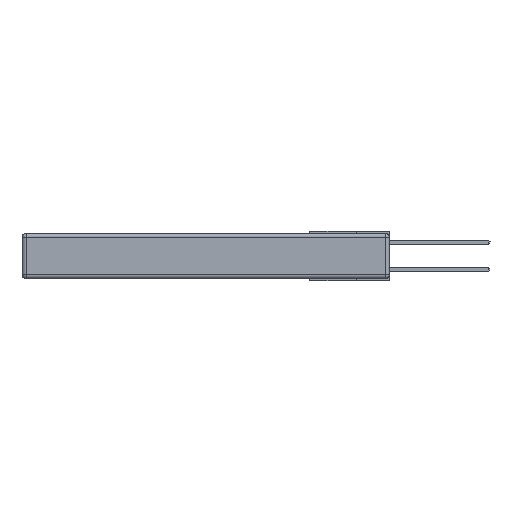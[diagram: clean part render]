
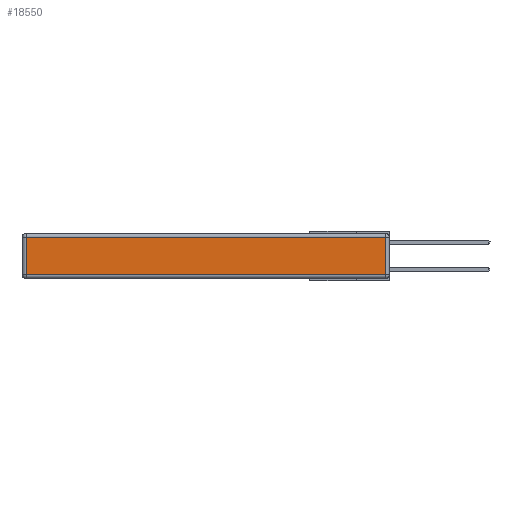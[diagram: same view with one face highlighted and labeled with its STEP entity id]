
A CAD part, left-side view. The second image highlights one B-rep face of the part: STEP entity #18550.
In plain terms, the highlighted planar face has unit normal (-1, 0, 0).
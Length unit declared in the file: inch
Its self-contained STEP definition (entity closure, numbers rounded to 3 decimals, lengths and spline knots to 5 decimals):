
#2 = VECTOR ( 'NONE', #23116, 39.37008 ) ;
#657 = EDGE_CURVE ( 'NONE', #20797, #18333, #7259, .T. ) ;
#1547 = ORIENTED_EDGE ( 'NONE', *, *, #657, .T. ) ;
#1809 = CARTESIAN_POINT ( 'NONE',  ( 0., 0., -0.343 ) ) ;
#2961 = CARTESIAN_POINT ( 'NONE',  ( 0., 2.72, -0.343 ) ) ;
#5238 = EDGE_CURVE ( 'NONE', #18333, #6656, #6277, .T. ) ;
#5788 = AXIS2_PLACEMENT_3D ( 'NONE', #1809, #15825, #23887 ) ;
#6277 = LINE ( 'NONE', #25870, #15459 ) ;
#6656 = VERTEX_POINT ( 'NONE', #16149 ) ;
#7259 = LINE ( 'NONE', #9219, #2 ) ;
#7341 = EDGE_LOOP ( 'NONE', ( #1547, #18985, #24098, #12528 ) ) ;
#7686 = DIRECTION ( 'NONE',  ( 0., 0., 1. ) ) ;
#9219 = CARTESIAN_POINT ( 'NONE',  ( 0., 0., -0.313 ) ) ;
#9683 = LINE ( 'NONE', #2961, #12510 ) ;
#10927 = DIRECTION ( 'NONE',  ( 0., 1., 0. ) ) ;
#11722 = VECTOR ( 'NONE', #10927, 39.37008 ) ;
#12510 = VECTOR ( 'NONE', #17048, 39.37008 ) ;
#12528 = ORIENTED_EDGE ( 'NONE', *, *, #21718, .T. ) ;
#15459 = VECTOR ( 'NONE', #7686, 39.37008 ) ;
#15776 = VERTEX_POINT ( 'NONE', #21412 ) ;
#15825 = DIRECTION ( 'NONE',  ( -1., 0., 0. ) ) ;
#15853 = LINE ( 'NONE', #18907, #11722 ) ;
#16149 = CARTESIAN_POINT ( 'NONE',  ( 0., 0.03, -0.03 ) ) ;
#17048 = DIRECTION ( 'NONE',  ( 0., 0., -1. ) ) ;
#18333 = VERTEX_POINT ( 'NONE', #22522 ) ;
#18550 = ADVANCED_FACE ( 'NONE', ( #20922 ), #24152, .T. ) ;
#18907 = CARTESIAN_POINT ( 'NONE',  ( 0., 2.75, -0.03 ) ) ;
#18985 = ORIENTED_EDGE ( 'NONE', *, *, #5238, .T. ) ;
#19019 = EDGE_CURVE ( 'NONE', #6656, #15776, #15853, .T. ) ;
#20797 = VERTEX_POINT ( 'NONE', #25085 ) ;
#20922 = FACE_OUTER_BOUND ( 'NONE', #7341, .T. ) ;
#21412 = CARTESIAN_POINT ( 'NONE',  ( 0., 2.72, -0.03 ) ) ;
#21718 = EDGE_CURVE ( 'NONE', #15776, #20797, #9683, .T. ) ;
#22522 = CARTESIAN_POINT ( 'NONE',  ( 0., 0.03, -0.313 ) ) ;
#23116 = DIRECTION ( 'NONE',  ( 0., -1., 0. ) ) ;
#23887 = DIRECTION ( 'NONE',  ( 0., 0., 1. ) ) ;
#24098 = ORIENTED_EDGE ( 'NONE', *, *, #19019, .T. ) ;
#24152 = PLANE ( 'NONE',  #5788 ) ;
#25085 = CARTESIAN_POINT ( 'NONE',  ( 0., 2.72, -0.313 ) ) ;
#25870 = CARTESIAN_POINT ( 'NONE',  ( 0., 0.03, -0.343 ) ) ;
